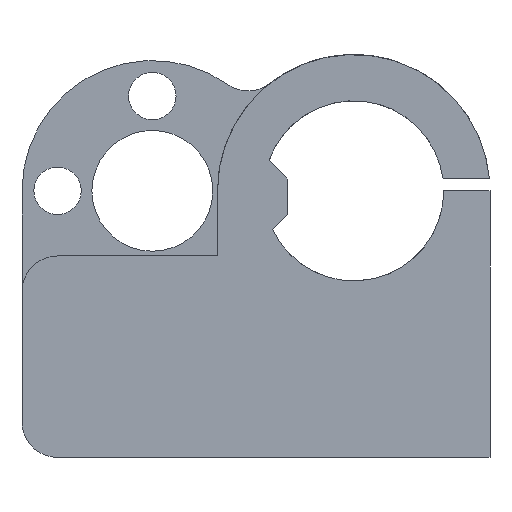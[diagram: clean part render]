
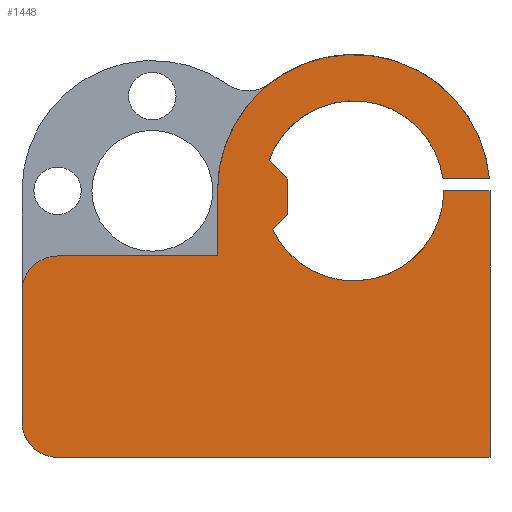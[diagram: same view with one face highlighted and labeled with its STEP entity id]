
A CAD part, front view. The second image highlights one B-rep face of the part: STEP entity #1448.
In plain terms, the highlighted planar face has unit normal (0, -1, 0).
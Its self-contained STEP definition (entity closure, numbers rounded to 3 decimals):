
#137=CIRCLE('',#1501,7.6);
#139=CIRCLE('',#1503,7.6);
#145=CIRCLE('',#1519,11.5);
#146=CIRCLE('',#1520,3.);
#147=CIRCLE('',#1521,3.);
#214=FACE_OUTER_BOUND('',#291,.T.);
#291=EDGE_LOOP('',(#1142,#1143,#1144,#1145,#1146,#1147,#1148,#1149,#1150,
#1151,#1152,#1153,#1154,#1155,#1156));
#337=LINE('',#1868,#458);
#341=LINE('',#1876,#462);
#344=LINE('',#1882,#465);
#386=LINE('',#2789,#507);
#389=LINE('',#2795,#510);
#392=LINE('',#2803,#513);
#393=LINE('',#2805,#514);
#394=LINE('',#2809,#515);
#395=LINE('',#2813,#516);
#396=LINE('',#2814,#517);
#458=VECTOR('',#1581,10.);
#462=VECTOR('',#1587,10.);
#465=VECTOR('',#1592,10.);
#507=VECTOR('',#1672,10.);
#510=VECTOR('',#1677,10.);
#513=VECTOR('',#1684,10.);
#514=VECTOR('',#1685,10.);
#515=VECTOR('',#1688,10.);
#516=VECTOR('',#1691,10.);
#517=VECTOR('',#1692,10.);
#579=VERTEX_POINT('',#1866);
#580=VERTEX_POINT('',#1867);
#583=VERTEX_POINT('',#1875);
#585=VERTEX_POINT('',#1881);
#587=VERTEX_POINT('',#1889);
#590=VERTEX_POINT('',#1895);
#661=VERTEX_POINT('',#2788);
#663=VERTEX_POINT('',#2794);
#665=VERTEX_POINT('',#2800);
#666=VERTEX_POINT('',#2802);
#667=VERTEX_POINT('',#2804);
#668=VERTEX_POINT('',#2806);
#669=VERTEX_POINT('',#2808);
#670=VERTEX_POINT('',#2810);
#671=VERTEX_POINT('',#2812);
#724=EDGE_CURVE('',#579,#580,#337,.T.);
#728=EDGE_CURVE('',#583,#580,#341,.T.);
#731=EDGE_CURVE('',#583,#585,#344,.T.);
#735=EDGE_CURVE('',#587,#579,#137,.T.);
#739=EDGE_CURVE('',#585,#590,#139,.T.);
#843=EDGE_CURVE('',#661,#587,#386,.T.);
#846=EDGE_CURVE('',#590,#663,#389,.T.);
#849=EDGE_CURVE('',#663,#665,#145,.T.);
#850=EDGE_CURVE('',#665,#666,#392,.T.);
#851=EDGE_CURVE('',#666,#667,#393,.T.);
#852=EDGE_CURVE('',#668,#667,#146,.T.);
#853=EDGE_CURVE('',#668,#669,#394,.T.);
#854=EDGE_CURVE('',#670,#669,#147,.T.);
#855=EDGE_CURVE('',#670,#671,#395,.T.);
#856=EDGE_CURVE('',#671,#661,#396,.T.);
#1142=ORIENTED_EDGE('',*,*,#843,.T.);
#1143=ORIENTED_EDGE('',*,*,#735,.T.);
#1144=ORIENTED_EDGE('',*,*,#724,.T.);
#1145=ORIENTED_EDGE('',*,*,#728,.F.);
#1146=ORIENTED_EDGE('',*,*,#731,.T.);
#1147=ORIENTED_EDGE('',*,*,#739,.T.);
#1148=ORIENTED_EDGE('',*,*,#846,.T.);
#1149=ORIENTED_EDGE('',*,*,#849,.T.);
#1150=ORIENTED_EDGE('',*,*,#850,.T.);
#1151=ORIENTED_EDGE('',*,*,#851,.T.);
#1152=ORIENTED_EDGE('',*,*,#852,.F.);
#1153=ORIENTED_EDGE('',*,*,#853,.T.);
#1154=ORIENTED_EDGE('',*,*,#854,.F.);
#1155=ORIENTED_EDGE('',*,*,#855,.T.);
#1156=ORIENTED_EDGE('',*,*,#856,.T.);
#1385=PLANE('',#1518);
#1448=ADVANCED_FACE('',(#214),#1385,.F.);
#1501=AXIS2_PLACEMENT_3D('',#1890,#1601,#1602);
#1503=AXIS2_PLACEMENT_3D('',#1897,#1607,#1608);
#1518=AXIS2_PLACEMENT_3D('',#2799,#1680,#1681);
#1519=AXIS2_PLACEMENT_3D('',#2801,#1682,#1683);
#1520=AXIS2_PLACEMENT_3D('',#2807,#1686,#1687);
#1521=AXIS2_PLACEMENT_3D('',#2811,#1689,#1690);
#1581=DIRECTION('',(0.708,0.,0.706));
#1587=DIRECTION('',(0.,0.,-1.));
#1592=DIRECTION('',(-0.706,0.,0.708));
#1601=DIRECTION('center_axis',(0.,1.,0.));
#1602=DIRECTION('ref_axis',(1.,0.,0.));
#1607=DIRECTION('center_axis',(0.,1.,0.));
#1608=DIRECTION('ref_axis',(1.,0.,0.));
#1672=DIRECTION('',(-1.,0.,0.));
#1677=DIRECTION('',(1.,0.,0.));
#1680=DIRECTION('center_axis',(0.,1.,0.));
#1681=DIRECTION('ref_axis',(1.,0.,0.));
#1682=DIRECTION('center_axis',(0.,-1.,0.));
#1683=DIRECTION('ref_axis',(-1.,0.,0.));
#1684=DIRECTION('',(0.,0.,-1.));
#1685=DIRECTION('',(-1.,0.,0.));
#1686=DIRECTION('center_axis',(0.,1.,0.));
#1687=DIRECTION('ref_axis',(-0.707,0.,0.707));
#1688=DIRECTION('',(0.,0.,-1.));
#1689=DIRECTION('center_axis',(0.,1.,0.));
#1690=DIRECTION('ref_axis',(-0.707,0.,-0.707));
#1691=DIRECTION('',(1.,0.,0.));
#1692=DIRECTION('',(0.,0.,1.));
#1866=CARTESIAN_POINT('',(21.142,-60.,19.225));
#1867=CARTESIAN_POINT('',(22.417,-60.,20.497));
#1868=CARTESIAN_POINT('',(19.412,-60.,17.499));
#1875=CARTESIAN_POINT('',(22.417,-60.,23.497));
#1876=CARTESIAN_POINT('',(22.417,-60.,23.497));
#1881=CARTESIAN_POINT('',(20.848,-60.,25.069));
#1882=CARTESIAN_POINT('',(22.417,-60.,23.497));
#1889=CARTESIAN_POINT('',(35.6,-60.,22.5));
#1890=CARTESIAN_POINT('Origin',(28.,-60.,22.5));
#1895=CARTESIAN_POINT('',(35.534,-60.,23.5));
#1897=CARTESIAN_POINT('Origin',(28.,-60.,22.5));
#2788=CARTESIAN_POINT('',(39.5,-60.,22.5));
#2789=CARTESIAN_POINT('',(27.675,-60.,22.5));
#2794=CARTESIAN_POINT('',(39.456,-60.,23.5));
#2795=CARTESIAN_POINT('',(29.603,-60.,23.5));
#2799=CARTESIAN_POINT('Origin',(19.75,-60.,17.));
#2800=CARTESIAN_POINT('',(16.5,-60.,22.5));
#2801=CARTESIAN_POINT('Origin',(28.,-60.,22.5));
#2802=CARTESIAN_POINT('',(16.5,-60.,17.));
#2803=CARTESIAN_POINT('',(16.5,-60.,17.));
#2804=CARTESIAN_POINT('',(3.,-60.,17.));
#2805=CARTESIAN_POINT('',(0.,-60.,17.));
#2806=CARTESIAN_POINT('',(0.,-60.,14.));
#2807=CARTESIAN_POINT('Origin',(3.,-60.,14.));
#2808=CARTESIAN_POINT('',(0.,-60.,3.));
#2809=CARTESIAN_POINT('',(0.,-60.,0.));
#2810=CARTESIAN_POINT('',(3.,-60.,0.));
#2811=CARTESIAN_POINT('Origin',(3.,-60.,3.));
#2812=CARTESIAN_POINT('',(39.5,-60.,0.));
#2813=CARTESIAN_POINT('',(39.5,-60.,0.));
#2814=CARTESIAN_POINT('',(39.5,-60.,0.));
